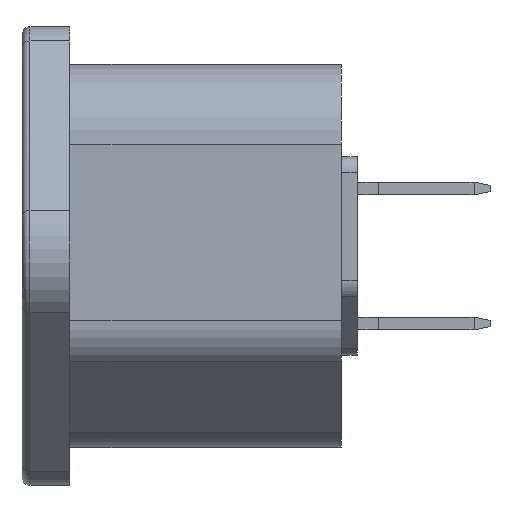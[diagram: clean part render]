
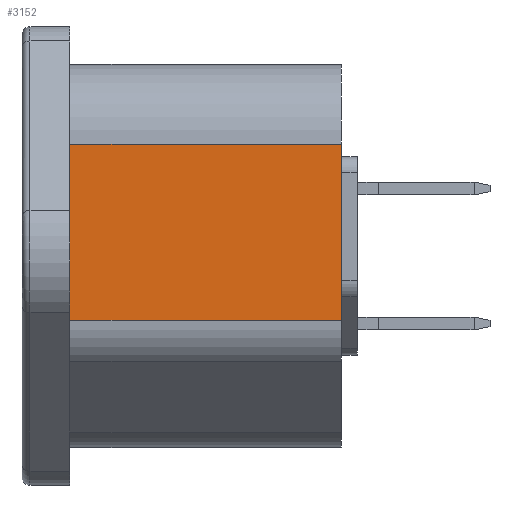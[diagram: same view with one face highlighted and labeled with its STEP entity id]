
A CAD part, left-side view. The second image highlights one B-rep face of the part: STEP entity #3152.
In plain terms, the highlighted planar face has unit normal (-1, 0, 0).
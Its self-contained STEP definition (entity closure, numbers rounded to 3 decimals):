
#104 = CARTESIAN_POINT ( 'NONE',  ( -16., -20., 7. ) ) ;
#130 = DIRECTION ( 'NONE',  ( 1., 0., 0. ) ) ;
#370 = ORIENTED_EDGE ( 'NONE', *, *, #1958, .T. ) ;
#577 = CARTESIAN_POINT ( 'NONE',  ( -16., -20., -4.036 ) ) ;
#994 = CARTESIAN_POINT ( 'NONE',  ( -16., -3., -4.036 ) ) ;
#1247 = LINE ( 'NONE', #6463, #4763 ) ;
#1330 = CARTESIAN_POINT ( 'NONE',  ( -16., -20., 7. ) ) ;
#1648 = AXIS2_PLACEMENT_3D ( 'NONE', #104, #130, #5016 ) ;
#1955 = ORIENTED_EDGE ( 'NONE', *, *, #5131, .T. ) ;
#1958 = EDGE_CURVE ( 'NONE', #7791, #5949, #1247, .T. ) ;
#2044 = VERTEX_POINT ( 'NONE', #7986 ) ;
#3120 = LINE ( 'NONE', #577, #8712 ) ;
#3152 = ADVANCED_FACE ( 'NONE', ( #5567 ), #8539, .F. ) ;
#3189 = CARTESIAN_POINT ( 'NONE',  ( -16., -20., 7. ) ) ;
#3416 = EDGE_CURVE ( 'NONE', #6267, #2044, #8535, .T. ) ;
#4424 = EDGE_CURVE ( 'NONE', #2044, #5949, #3120, .T. ) ;
#4531 = VECTOR ( 'NONE', #7273, 1000. ) ;
#4763 = VECTOR ( 'NONE', #7160, 1000. ) ;
#4797 = VECTOR ( 'NONE', #7360, 1000. ) ;
#5016 = DIRECTION ( 'NONE',  ( 0., 0., -1. ) ) ;
#5131 = EDGE_CURVE ( 'NONE', #6267, #7791, #8369, .T. ) ;
#5468 = DIRECTION ( 'NONE',  ( 0., 1., 0. ) ) ;
#5478 = EDGE_LOOP ( 'NONE', ( #370, #8307, #7218, #1955 ) ) ;
#5567 = FACE_OUTER_BOUND ( 'NONE', #5478, .T. ) ;
#5949 = VERTEX_POINT ( 'NONE', #994 ) ;
#6267 = VERTEX_POINT ( 'NONE', #1330 ) ;
#6306 = CARTESIAN_POINT ( 'NONE',  ( -16., -3., 7. ) ) ;
#6463 = CARTESIAN_POINT ( 'NONE',  ( -16., -3., 7. ) ) ;
#6582 = CARTESIAN_POINT ( 'NONE',  ( -16., -20., 7. ) ) ;
#7160 = DIRECTION ( 'NONE',  ( 0., 0., -1. ) ) ;
#7218 = ORIENTED_EDGE ( 'NONE', *, *, #3416, .F. ) ;
#7273 = DIRECTION ( 'NONE',  ( 0., 1., 0. ) ) ;
#7360 = DIRECTION ( 'NONE',  ( 0., 0., -1. ) ) ;
#7791 = VERTEX_POINT ( 'NONE', #6306 ) ;
#7986 = CARTESIAN_POINT ( 'NONE',  ( -16., -20., -4.036 ) ) ;
#8307 = ORIENTED_EDGE ( 'NONE', *, *, #4424, .F. ) ;
#8369 = LINE ( 'NONE', #6582, #4531 ) ;
#8535 = LINE ( 'NONE', #3189, #4797 ) ;
#8539 = PLANE ( 'NONE',  #1648 ) ;
#8712 = VECTOR ( 'NONE', #5468, 1000. ) ;
